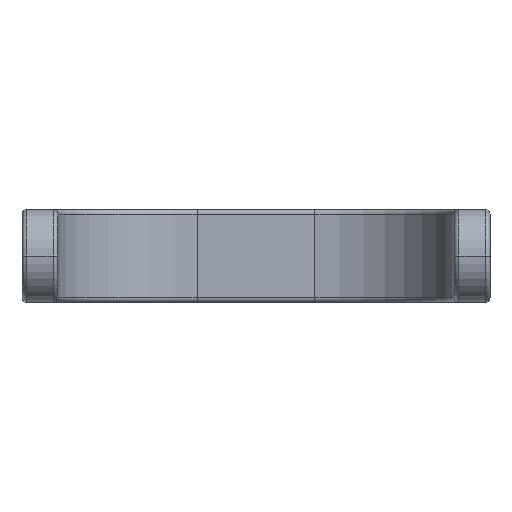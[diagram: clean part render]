
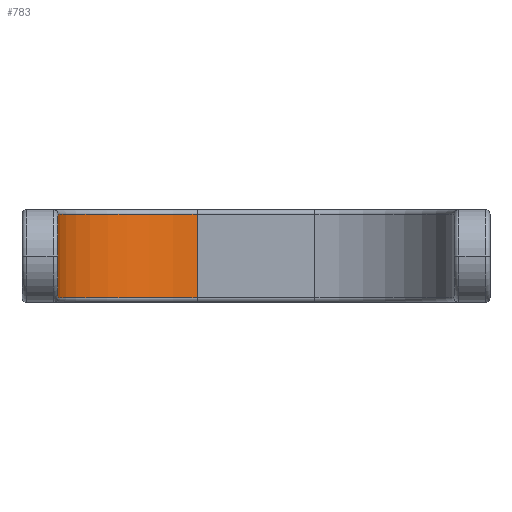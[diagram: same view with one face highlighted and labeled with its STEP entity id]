
A CAD part, left-side view. The second image highlights one B-rep face of the part: STEP entity #783.
In plain terms, the highlighted cylindrical face has radius 30 mm (diameter 60 mm), a partial arc.
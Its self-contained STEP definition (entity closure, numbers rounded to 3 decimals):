
#5 = CARTESIAN_POINT ( 'NONE',  ( -20., 12.7, 9. ) ) ;
#10 = EDGE_CURVE ( 'NONE', #1226, #1046, #367, .T. ) ;
#88 = EDGE_CURVE ( 'NONE', #1187, #1983, #288, .T. ) ;
#168 = DIRECTION ( 'NONE',  ( -1., 0., 0. ) ) ;
#252 = CARTESIAN_POINT ( 'NONE',  ( -50., 12.7, 10. ) ) ;
#280 = CARTESIAN_POINT ( 'NONE',  ( -20., 12.7, -9. ) ) ;
#288 = LINE ( 'NONE', #828, #1274 ) ;
#367 = LINE ( 'NONE', #1073, #2149 ) ;
#410 = CARTESIAN_POINT ( 'NONE',  ( -50., 12.7, 9. ) ) ;
#536 = CYLINDRICAL_SURFACE ( 'NONE', #1211, 30. ) ;
#564 = CARTESIAN_POINT ( 'NONE',  ( -50., 12.7, -9. ) ) ;
#611 = AXIS2_PLACEMENT_3D ( 'NONE', #410, #1683, #1108 ) ;
#760 = EDGE_CURVE ( 'NONE', #1187, #1046, #1100, .T. ) ;
#783 = ADVANCED_FACE ( 'NONE', ( #1054 ), #536, .F. ) ;
#797 = ORIENTED_EDGE ( 'NONE', *, *, #10, .F. ) ;
#814 = DIRECTION ( 'NONE',  ( 0., 0., 1. ) ) ;
#828 = CARTESIAN_POINT ( 'NONE',  ( -50., 42.7, 10. ) ) ;
#870 = CARTESIAN_POINT ( 'NONE',  ( -50., 42.7, 9. ) ) ;
#912 = ORIENTED_EDGE ( 'NONE', *, *, #760, .T. ) ;
#919 = AXIS2_PLACEMENT_3D ( 'NONE', #564, #1270, #168 ) ;
#1041 = CARTESIAN_POINT ( 'NONE',  ( -50., 42.7, -9. ) ) ;
#1046 = VERTEX_POINT ( 'NONE', #280 ) ;
#1054 = FACE_OUTER_BOUND ( 'NONE', #2127, .T. ) ;
#1073 = CARTESIAN_POINT ( 'NONE',  ( -20., 12.7, -10. ) ) ;
#1100 = CIRCLE ( 'NONE', #919, 30. ) ;
#1108 = DIRECTION ( 'NONE',  ( -1., 0., 0. ) ) ;
#1142 = ORIENTED_EDGE ( 'NONE', *, *, #1306, .T. ) ;
#1187 = VERTEX_POINT ( 'NONE', #1041 ) ;
#1211 = AXIS2_PLACEMENT_3D ( 'NONE', #252, #1499, #1337 ) ;
#1226 = VERTEX_POINT ( 'NONE', #5 ) ;
#1270 = DIRECTION ( 'NONE',  ( 0., 0., -1. ) ) ;
#1274 = VECTOR ( 'NONE', #814, 1000. ) ;
#1306 = EDGE_CURVE ( 'NONE', #1226, #1983, #1625, .T. ) ;
#1337 = DIRECTION ( 'NONE',  ( 1., 0., 0. ) ) ;
#1499 = DIRECTION ( 'NONE',  ( 0., 0., 1. ) ) ;
#1625 = CIRCLE ( 'NONE', #611, 30. ) ;
#1683 = DIRECTION ( 'NONE',  ( 0., 0., 1. ) ) ;
#1983 = VERTEX_POINT ( 'NONE', #870 ) ;
#1999 = DIRECTION ( 'NONE',  ( 0., 0., -1. ) ) ;
#2127 = EDGE_LOOP ( 'NONE', ( #797, #1142, #2217, #912 ) ) ;
#2149 = VECTOR ( 'NONE', #1999, 1000. ) ;
#2217 = ORIENTED_EDGE ( 'NONE', *, *, #88, .F. ) ;
